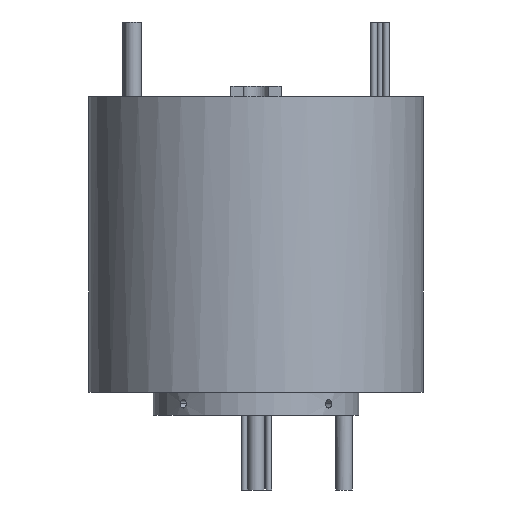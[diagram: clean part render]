
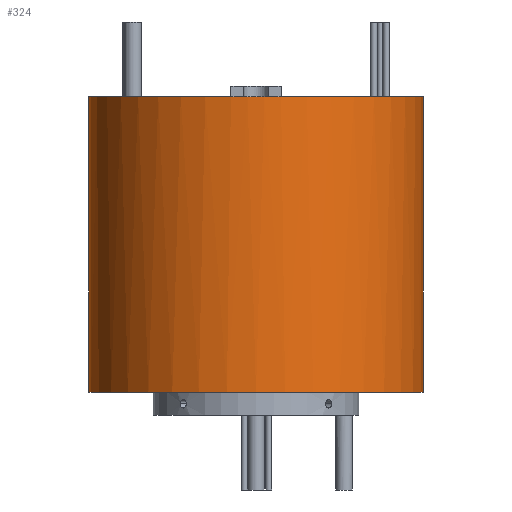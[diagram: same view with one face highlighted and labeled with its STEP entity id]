
A CAD part, front view. The second image highlights one B-rep face of the part: STEP entity #324.
In plain terms, the highlighted cylindrical face has radius 65 mm (diameter 130 mm), a partial arc.
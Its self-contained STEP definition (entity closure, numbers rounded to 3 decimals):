
#142 = DIRECTION ( 'NONE',  ( 0., 0., 1. ) ) ;
#176 = EDGE_CURVE ( 'NONE', #4824, #3889, #1174, .T. ) ;
#324 = ADVANCED_FACE ( 'NONE', ( #5042 ), #1642, .T. ) ;
#599 = CIRCLE ( 'NONE', #4236, 65. ) ;
#681 = VERTEX_POINT ( 'NONE', #4952 ) ;
#728 = DIRECTION ( 'NONE',  ( 0., 0., 1. ) ) ;
#769 = CARTESIAN_POINT ( 'NONE',  ( 0., 0., 9. ) ) ;
#909 = DIRECTION ( 'NONE',  ( 0., 0., 1. ) ) ;
#953 = ORIENTED_EDGE ( 'NONE', *, *, #1187, .T. ) ;
#993 = DIRECTION ( 'NONE',  ( 1., 0., 0. ) ) ;
#1089 = VERTEX_POINT ( 'NONE', #1974 ) ;
#1174 = CIRCLE ( 'NONE', #3685, 65. ) ;
#1187 = EDGE_CURVE ( 'NONE', #2712, #1089, #2461, .T. ) ;
#1594 = EDGE_CURVE ( 'NONE', #681, #5286, #3451, .T. ) ;
#1642 = CYLINDRICAL_SURFACE ( 'NONE', #2164, 65. ) ;
#1654 = EDGE_CURVE ( 'NONE', #3889, #681, #599, .T. ) ;
#1766 = VECTOR ( 'NONE', #4410, 1000. ) ;
#1783 = CARTESIAN_POINT ( 'NONE',  ( -9.75, -64.265, 123.8 ) ) ;
#1863 = CARTESIAN_POINT ( 'NONE',  ( -65., 0., 123.8 ) ) ;
#1922 = EDGE_LOOP ( 'NONE', ( #3160, #5047, #2362, #4421, #5254, #953 ) ) ;
#1974 = CARTESIAN_POINT ( 'NONE',  ( 65., 0., 9. ) ) ;
#2164 = AXIS2_PLACEMENT_3D ( 'NONE', #2201, #3003, #4754 ) ;
#2168 = LINE ( 'NONE', #2676, #3298 ) ;
#2201 = CARTESIAN_POINT ( 'NONE',  ( 0., 0., 123.8 ) ) ;
#2362 = ORIENTED_EDGE ( 'NONE', *, *, #1654, .F. ) ;
#2461 = CIRCLE ( 'NONE', #4989, 65. ) ;
#2676 = CARTESIAN_POINT ( 'NONE',  ( 65., 0., 123.8 ) ) ;
#2677 = CARTESIAN_POINT ( 'NONE',  ( 0., 0., 123.8 ) ) ;
#2712 = VERTEX_POINT ( 'NONE', #4213 ) ;
#3003 = DIRECTION ( 'NONE',  ( 0., 0., -1. ) ) ;
#3115 = DIRECTION ( 'NONE',  ( 1., 0., 0. ) ) ;
#3160 = ORIENTED_EDGE ( 'NONE', *, *, #3942, .F. ) ;
#3272 = CARTESIAN_POINT ( 'NONE',  ( 0., 0., 123.8 ) ) ;
#3298 = VECTOR ( 'NONE', #3522, 1000. ) ;
#3451 = CIRCLE ( 'NONE', #5490, 65. ) ;
#3456 = CARTESIAN_POINT ( 'NONE',  ( 0., 0., 123.8 ) ) ;
#3522 = DIRECTION ( 'NONE',  ( 0., 0., -1. ) ) ;
#3531 = DIRECTION ( 'NONE',  ( 0., 0., 1. ) ) ;
#3685 = AXIS2_PLACEMENT_3D ( 'NONE', #3272, #728, #3698 ) ;
#3698 = DIRECTION ( 'NONE',  ( 1., 0., 0. ) ) ;
#3737 = CARTESIAN_POINT ( 'NONE',  ( 65., 0., 123.8 ) ) ;
#3879 = DIRECTION ( 'NONE',  ( 1., 0., 0. ) ) ;
#3889 = VERTEX_POINT ( 'NONE', #1783 ) ;
#3904 = CARTESIAN_POINT ( 'NONE',  ( -65., 0., 123.8 ) ) ;
#3942 = EDGE_CURVE ( 'NONE', #5286, #1089, #2168, .T. ) ;
#4004 = EDGE_CURVE ( 'NONE', #4824, #2712, #5031, .T. ) ;
#4213 = CARTESIAN_POINT ( 'NONE',  ( -65., 0., 9. ) ) ;
#4236 = AXIS2_PLACEMENT_3D ( 'NONE', #2677, #142, #3115 ) ;
#4410 = DIRECTION ( 'NONE',  ( 0., 0., -1. ) ) ;
#4421 = ORIENTED_EDGE ( 'NONE', *, *, #176, .F. ) ;
#4754 = DIRECTION ( 'NONE',  ( -1., 0., 0. ) ) ;
#4824 = VERTEX_POINT ( 'NONE', #3904 ) ;
#4952 = CARTESIAN_POINT ( 'NONE',  ( 9.75, -64.265, 123.8 ) ) ;
#4989 = AXIS2_PLACEMENT_3D ( 'NONE', #769, #3531, #993 ) ;
#5031 = LINE ( 'NONE', #1863, #1766 ) ;
#5042 = FACE_OUTER_BOUND ( 'NONE', #1922, .T. ) ;
#5047 = ORIENTED_EDGE ( 'NONE', *, *, #1594, .F. ) ;
#5254 = ORIENTED_EDGE ( 'NONE', *, *, #4004, .T. ) ;
#5286 = VERTEX_POINT ( 'NONE', #3737 ) ;
#5490 = AXIS2_PLACEMENT_3D ( 'NONE', #3456, #909, #3879 ) ;
